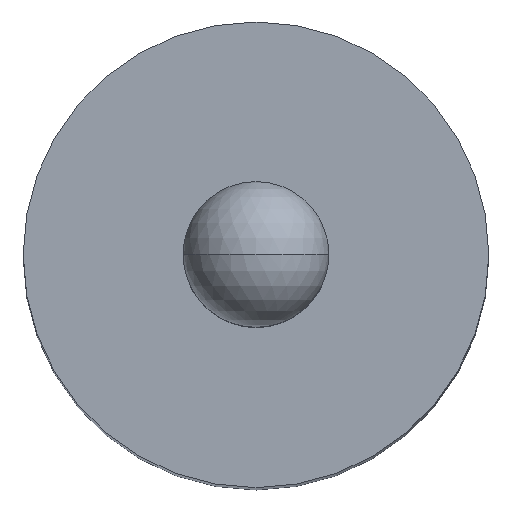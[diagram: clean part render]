
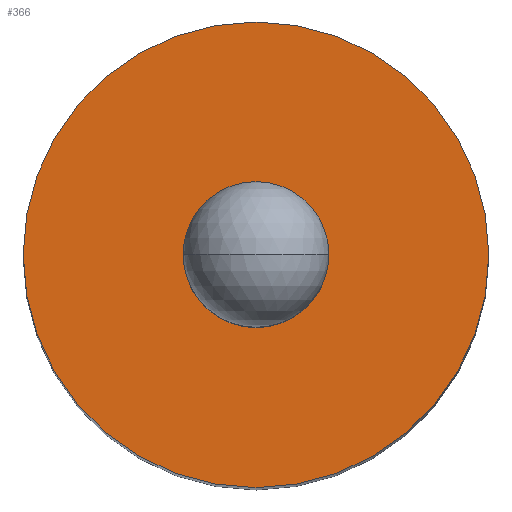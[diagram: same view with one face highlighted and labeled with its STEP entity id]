
A CAD part, top view. The second image highlights one B-rep face of the part: STEP entity #366.
In plain terms, the highlighted planar face has unit normal (0, 0, 1).
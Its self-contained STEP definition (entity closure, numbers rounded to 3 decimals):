
#9 = CIRCLE ( 'NONE', #342, 0.255 ) ;
#27 = DIRECTION ( 'NONE',  ( -1., 0., 0. ) ) ;
#36 = CARTESIAN_POINT ( 'NONE',  ( 0., 0., -0.97 ) ) ;
#43 = FACE_BOUND ( 'NONE', #62, .T. ) ;
#49 = VERTEX_POINT ( 'NONE', #80 ) ;
#53 = DIRECTION ( 'NONE',  ( -1., 0., 0. ) ) ;
#55 = ORIENTED_EDGE ( 'NONE', *, *, #243, .T. ) ;
#62 = EDGE_LOOP ( 'NONE', ( #213, #55 ) ) ;
#73 = CIRCLE ( 'NONE', #241, 0.255 ) ;
#78 = CIRCLE ( 'NONE', #323, 0.815 ) ;
#80 = CARTESIAN_POINT ( 'NONE',  ( 0.815, 0., -0.97 ) ) ;
#98 = FACE_OUTER_BOUND ( 'NONE', #230, .T. ) ;
#107 = DIRECTION ( 'NONE',  ( 0., 0., -1. ) ) ;
#114 = CARTESIAN_POINT ( 'NONE',  ( -0.815, 0., -0.97 ) ) ;
#124 = DIRECTION ( 'NONE',  ( 0., 0., -1. ) ) ;
#136 = DIRECTION ( 'NONE',  ( 0., 0., -1. ) ) ;
#153 = ORIENTED_EDGE ( 'NONE', *, *, #272, .F. ) ;
#154 = CARTESIAN_POINT ( 'NONE',  ( 0., 0., -0.97 ) ) ;
#161 = CARTESIAN_POINT ( 'NONE',  ( 0., 0., -0.97 ) ) ;
#163 = DIRECTION ( 'NONE',  ( 0., 0., -1. ) ) ;
#170 = CARTESIAN_POINT ( 'NONE',  ( -0.255, 0., -0.97 ) ) ;
#174 = EDGE_CURVE ( 'NONE', #301, #49, #78, .T. ) ;
#192 = DIRECTION ( 'NONE',  ( 0., 0., -1. ) ) ;
#194 = AXIS2_PLACEMENT_3D ( 'NONE', #265, #136, #299 ) ;
#213 = ORIENTED_EDGE ( 'NONE', *, *, #312, .T. ) ;
#219 = CIRCLE ( 'NONE', #421, 0.815 ) ;
#230 = EDGE_LOOP ( 'NONE', ( #398, #153 ) ) ;
#241 = AXIS2_PLACEMENT_3D ( 'NONE', #36, #192, #27 ) ;
#243 = EDGE_CURVE ( 'NONE', #381, #377, #9, .T. ) ;
#265 = CARTESIAN_POINT ( 'NONE',  ( 0., 0., -0.97 ) ) ;
#272 = EDGE_CURVE ( 'NONE', #49, #301, #219, .T. ) ;
#299 = DIRECTION ( 'NONE',  ( -1., 0., 0. ) ) ;
#301 = VERTEX_POINT ( 'NONE', #114 ) ;
#312 = EDGE_CURVE ( 'NONE', #377, #381, #73, .T. ) ;
#323 = AXIS2_PLACEMENT_3D ( 'NONE', #154, #107, #53 ) ;
#327 = DIRECTION ( 'NONE',  ( -1., 0., 0. ) ) ;
#342 = AXIS2_PLACEMENT_3D ( 'NONE', #358, #163, #352 ) ;
#352 = DIRECTION ( 'NONE',  ( -1., 0., 0. ) ) ;
#358 = CARTESIAN_POINT ( 'NONE',  ( 0., 0., -0.97 ) ) ;
#364 = CARTESIAN_POINT ( 'NONE',  ( 0.255, 0., -0.97 ) ) ;
#366 = ADVANCED_FACE ( 'NONE', ( #43, #98 ), #394, .F. ) ;
#377 = VERTEX_POINT ( 'NONE', #170 ) ;
#381 = VERTEX_POINT ( 'NONE', #364 ) ;
#394 = PLANE ( 'NONE',  #194 ) ;
#398 = ORIENTED_EDGE ( 'NONE', *, *, #174, .F. ) ;
#421 = AXIS2_PLACEMENT_3D ( 'NONE', #161, #124, #327 ) ;
